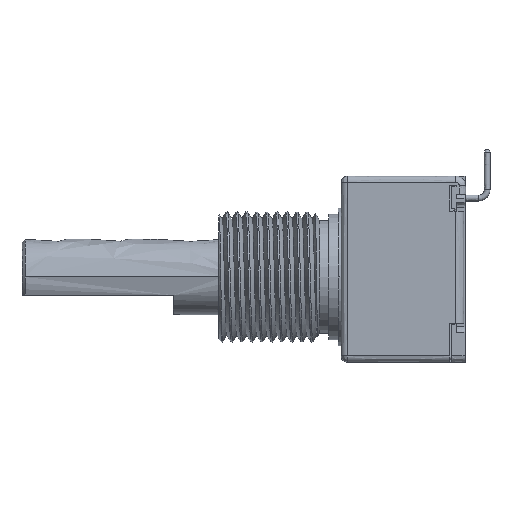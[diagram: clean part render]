
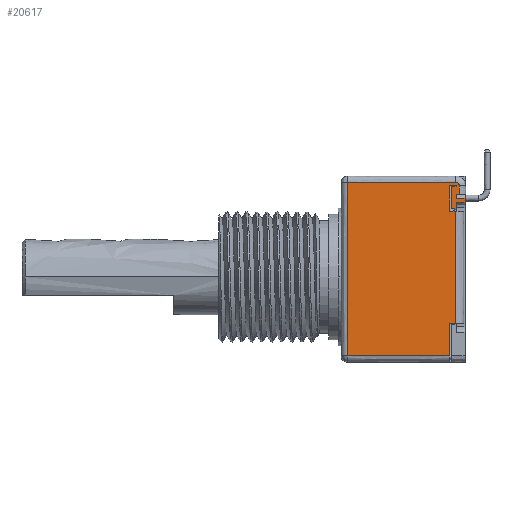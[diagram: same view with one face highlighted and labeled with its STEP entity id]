
A CAD part, left-side view. The second image highlights one B-rep face of the part: STEP entity #20617.
In plain terms, the highlighted free-form (B-spline) face has degree [1, 1] with [2, 2] control points.
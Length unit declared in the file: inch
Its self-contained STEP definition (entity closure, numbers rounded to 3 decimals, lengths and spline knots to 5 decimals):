
#939=DIRECTION('',(0.,0.,1.));
#940=VECTOR('',#939,0.012);
#941=CARTESIAN_POINT('',(-0.2805,-0.006,0.233));
#942=LINE('',#941,#940);
#6122=DIRECTION('',(0.,1.,0.));
#6123=VECTOR('',#6122,0.01031);
#6124=CARTESIAN_POINT('',(-0.2805,0.01169,0.2585));
#6125=LINE('',#6124,#6123);
#6129=DIRECTION('',(0.,0.,1.));
#6130=VECTOR('',#6129,0.0135);
#6131=CARTESIAN_POINT('',(-0.2805,0.022,0.245));
#6132=LINE('',#6131,#6130);
#6136=DIRECTION('',(0.,1.,0.));
#6137=VECTOR('',#6136,0.028);
#6138=CARTESIAN_POINT('',(-0.2805,-0.006,0.245));
#6139=LINE('',#6138,#6137);
#6143=DIRECTION('',(0.,1.,0.));
#6144=VECTOR('',#6143,0.028);
#6145=CARTESIAN_POINT('',(-0.2805,-0.006,0.233));
#6146=LINE('',#6145,#6144);
#6150=DIRECTION('',(0.,0.,1.));
#6151=VECTOR('',#6150,0.02);
#6152=CARTESIAN_POINT('',(-0.2805,0.022,0.213));
#6153=LINE('',#6152,#6151);
#6157=DIRECTION('',(0.,-1.,0.));
#6158=VECTOR('',#6157,0.014);
#6159=CARTESIAN_POINT('',(-0.2805,0.036,0.213));
#6160=LINE('',#6159,#6158);
#6164=DIRECTION('',(0.,0.,1.));
#6165=VECTOR('',#6164,0.07);
#6166=CARTESIAN_POINT('',(-0.2805,0.036,0.213));
#6167=LINE('',#6166,#6165);
#6171=DIRECTION('',(0.,-1.,0.));
#6172=VECTOR('',#6171,0.014);
#6173=CARTESIAN_POINT('',(-0.2805,0.036,0.283));
#6174=LINE('',#6173,#6172);
#6178=DIRECTION('',(0.,0.,1.));
#6179=VECTOR('',#6178,0.001);
#6180=CARTESIAN_POINT('',(-0.2805,0.022,0.283));
#6181=LINE('',#6180,#6179);
#6185=CARTESIAN_POINT('',(-0.2805,0.023,0.284));
#6186=DIRECTION('',(-1.,0.,0.));
#6187=DIRECTION('',(0.,-1.,0.));
#6188=AXIS2_PLACEMENT_3D('',#6185,#6186,#6187);
#6193=DIRECTION('',(0.,1.,0.));
#6194=VECTOR('',#6193,0.019);
#6195=CARTESIAN_POINT('',(-0.2805,0.023,0.285));
#6196=LINE('',#6195,#6194);
#6200=DIRECTION('',(0.,0.,1.));
#6201=VECTOR('',#6200,0.08);
#6202=CARTESIAN_POINT('',(-0.2805,0.042,0.205));
#6203=LINE('',#6202,#6201);
#6207=DIRECTION('',(0.,0.,1.));
#6208=VECTOR('',#6207,0.10131);
#6209=CARTESIAN_POINT('',(-0.2805,0.042,-0.24631));
#6210=LINE('',#6209,#6208);
#6214=CARTESIAN_POINT('',(-0.2805,0.023,0.284));
#6215=DIRECTION('',(1.,0.,0.));
#6216=DIRECTION('',(0.,0.,1.));
#6217=AXIS2_PLACEMENT_3D('',#6214,#6215,#6216);
#6222=DIRECTION('',(0.,0.,-1.));
#6223=VECTOR('',#6222,0.0255);
#6224=CARTESIAN_POINT('',(-0.2805,0.01169,0.284));
#6225=LINE('',#6224,#6223);
#6302=DIRECTION('',(0.,-1.,0.));
#6303=VECTOR('',#6302,0.017);
#6304=CARTESIAN_POINT('',(-0.2805,0.042,-0.145));
#6305=LINE('',#6304,#6303);
#6377=DIRECTION('',(0.,-1.,0.));
#6378=VECTOR('',#6377,0.017);
#6379=CARTESIAN_POINT('',(-0.2805,0.042,0.205));
#6380=LINE('',#6379,#6378);
#6441=DIRECTION('',(0.,0.,1.));
#6442=VECTOR('',#6441,0.35);
#6443=CARTESIAN_POINT('',(-0.2805,0.025,-0.145));
#6444=LINE('',#6443,#6442);
#7010=DIRECTION('',(0.,1.,0.));
#7011=VECTOR('',#7010,0.33831);
#7012=CARTESIAN_POINT('',(-0.2805,0.023,0.29531));
#7013=LINE('',#7012,#7011);
#7056=DIRECTION('',(0.,0.,1.));
#7057=VECTOR('',#7056,0.54163);
#7058=CARTESIAN_POINT('',(-0.2805,0.36131,-0.24631));
#7059=LINE('',#7058,#7057);
#7132=DIRECTION('',(0.,-1.,0.));
#7133=VECTOR('',#7132,0.31931);
#7134=CARTESIAN_POINT('',(-0.2805,0.36131,-0.24631));
#7135=LINE('',#7134,#7133);
#12020=CARTESIAN_POINT('',(-0.2805,0.36131,-0.24631));
#12021=CARTESIAN_POINT('',(-0.2805,0.36131,0.29531));
#12022=VERTEX_POINT('',#12020);
#12023=VERTEX_POINT('',#12021);
#12070=CARTESIAN_POINT('',(-0.2805,0.042,-0.24631));
#12072=VERTEX_POINT('',#12070);
#12122=CARTESIAN_POINT('',(-0.2805,0.025,-0.145));
#12124=VERTEX_POINT('',#12122);
#12128=CARTESIAN_POINT('',(-0.2805,0.025,0.205));
#12130=VERTEX_POINT('',#12128);
#12138=CARTESIAN_POINT('',(-0.2805,0.042,-0.145));
#12139=VERTEX_POINT('',#12138);
#12142=CARTESIAN_POINT('',(-0.2805,0.042,0.205));
#12143=VERTEX_POINT('',#12142);
#12202=CARTESIAN_POINT('',(-0.2805,0.022,0.284));
#12203=CARTESIAN_POINT('',(-0.2805,0.023,0.285));
#12204=VERTEX_POINT('',#12202);
#12205=VERTEX_POINT('',#12203);
#12216=CARTESIAN_POINT('',(-0.2805,0.01169,0.2585));
#12217=VERTEX_POINT('',#12216);
#12218=CARTESIAN_POINT('',(-0.2805,0.023,0.29531));
#12219=VERTEX_POINT('',#12218);
#12220=CARTESIAN_POINT('',(-0.2805,0.01169,0.284));
#12221=VERTEX_POINT('',#12220);
#12282=CARTESIAN_POINT('',(-0.2805,0.042,0.285));
#12283=VERTEX_POINT('',#12282);
#12870=CARTESIAN_POINT('',(-0.2805,-0.006,0.233));
#12871=CARTESIAN_POINT('',(-0.2805,0.022,0.233));
#12872=VERTEX_POINT('',#12870);
#12873=VERTEX_POINT('',#12871);
#12890=CARTESIAN_POINT('',(-0.2805,-0.006,0.245));
#12891=VERTEX_POINT('',#12890);
#12902=CARTESIAN_POINT('',(-0.2805,0.022,0.245));
#12903=VERTEX_POINT('',#12902);
#12926=CARTESIAN_POINT('',(-0.2805,0.036,0.213));
#12927=CARTESIAN_POINT('',(-0.2805,0.036,0.283));
#12928=VERTEX_POINT('',#12926);
#12929=VERTEX_POINT('',#12927);
#12936=CARTESIAN_POINT('',(-0.2805,0.022,0.213));
#12937=VERTEX_POINT('',#12936);
#13706=CARTESIAN_POINT('',(-0.2805,0.022,0.2585));
#13708=VERTEX_POINT('',#13706);
#13714=CARTESIAN_POINT('',(-0.2805,0.022,0.283));
#13716=VERTEX_POINT('',#13714);
#20573=CARTESIAN_POINT('',(-0.2805,-0.01335,-0.25715));
#20574=CARTESIAN_POINT('',(-0.2805,0.36866,-0.25715));
#20575=CARTESIAN_POINT('',(-0.2805,-0.01335,0.30615));
#20576=CARTESIAN_POINT('',(-0.2805,0.36866,0.30615));
#20577=B_SPLINE_SURFACE_WITH_KNOTS('',1,1,((#20573,#20574),(#20575,#20576)),
.UNSPECIFIED.,.F.,.F.,.F.,(2,2),(2,2),(0.00885,0.57215),(
-0.01335,0.36866),.UNSPECIFIED.);
#20579=ORIENTED_EDGE('',*,*,#20578,.T.);
#20580=ORIENTED_EDGE('',*,*,#19274,.F.);
#20582=ORIENTED_EDGE('',*,*,#20581,.F.);
#20583=ORIENTED_EDGE('',*,*,#14031,.F.);
#20585=ORIENTED_EDGE('',*,*,#20584,.T.);
#20586=ORIENTED_EDGE('',*,*,#19192,.F.);
#20588=ORIENTED_EDGE('',*,*,#20587,.F.);
#20589=ORIENTED_EDGE('',*,*,#19464,.T.);
#20590=ORIENTED_EDGE('',*,*,#19882,.T.);
#20592=ORIENTED_EDGE('',*,*,#20591,.T.);
#20594=ORIENTED_EDGE('',*,*,#20593,.T.);
#20596=ORIENTED_EDGE('',*,*,#20595,.T.);
#20597=ORIENTED_EDGE('',*,*,#19725,.F.);
#20599=ORIENTED_EDGE('',*,*,#20598,.T.);
#20601=ORIENTED_EDGE('',*,*,#20600,.F.);
#20603=ORIENTED_EDGE('',*,*,#20602,.F.);
#20604=ORIENTED_EDGE('',*,*,#19749,.F.);
#20606=ORIENTED_EDGE('',*,*,#20605,.F.);
#20608=ORIENTED_EDGE('',*,*,#20607,.T.);
#20610=ORIENTED_EDGE('',*,*,#20609,.F.);
#20612=ORIENTED_EDGE('',*,*,#20611,.T.);
#20614=ORIENTED_EDGE('',*,*,#20613,.T.);
#20615=EDGE_LOOP('',(#20579,#20580,#20582,#20583,#20585,#20586,#20588,#20589,
#20590,#20592,#20594,#20596,#20597,#20599,#20601,#20603,#20604,#20606,#20608,
#20610,#20612,#20614));
#20616=FACE_OUTER_BOUND('',#20615,.F.);
#20617=ADVANCED_FACE('',(#20616),#20577,.T.);
#6189=CIRCLE('',#6188,0.001);
#6218=CIRCLE('',#6217,0.01131);
#14031=EDGE_CURVE('',#12872,#12891,#942,.T.);
#19192=EDGE_CURVE('',#12937,#12873,#6153,.T.);
#19274=EDGE_CURVE('',#12903,#13708,#6132,.T.);
#19464=EDGE_CURVE('',#12928,#12929,#6167,.T.);
#19725=EDGE_CURVE('',#12143,#12283,#6203,.T.);
#19749=EDGE_CURVE('',#12072,#12139,#6210,.T.);
#19882=EDGE_CURVE('',#12929,#13716,#6174,.T.);
#20578=EDGE_CURVE('',#12217,#13708,#6125,.T.);
#20581=EDGE_CURVE('',#12891,#12903,#6139,.T.);
#20584=EDGE_CURVE('',#12872,#12873,#6146,.T.);
#20587=EDGE_CURVE('',#12928,#12937,#6160,.T.);
#20591=EDGE_CURVE('',#13716,#12204,#6181,.T.);
#20593=EDGE_CURVE('',#12204,#12205,#6189,.T.);
#20595=EDGE_CURVE('',#12205,#12283,#6196,.T.);
#20598=EDGE_CURVE('',#12143,#12130,#6380,.T.);
#20600=EDGE_CURVE('',#12124,#12130,#6444,.T.);
#20602=EDGE_CURVE('',#12139,#12124,#6305,.T.);
#20605=EDGE_CURVE('',#12022,#12072,#7135,.T.);
#20607=EDGE_CURVE('',#12022,#12023,#7059,.T.);
#20609=EDGE_CURVE('',#12219,#12023,#7013,.T.);
#20611=EDGE_CURVE('',#12219,#12221,#6218,.T.);
#20613=EDGE_CURVE('',#12221,#12217,#6225,.T.);
